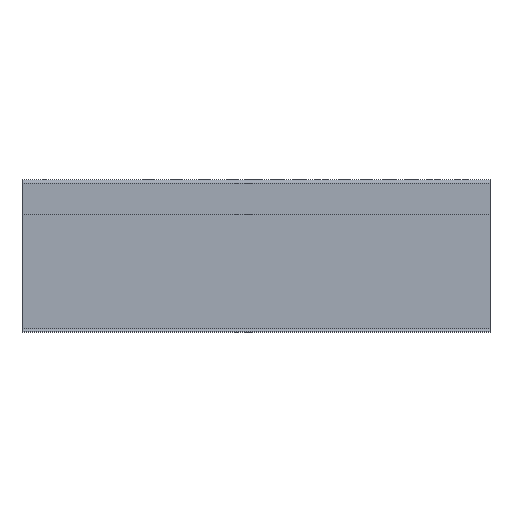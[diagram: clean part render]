
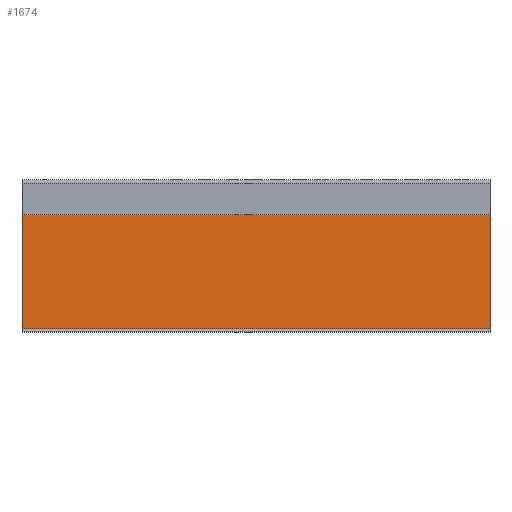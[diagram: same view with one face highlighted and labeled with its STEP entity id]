
A CAD part, top view. The second image highlights one B-rep face of the part: STEP entity #1674.
In plain terms, the highlighted planar face has unit normal (0, 0, 1).
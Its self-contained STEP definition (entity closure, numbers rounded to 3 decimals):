
#1007 = VERTEX_POINT('',#1008);
#1008 = CARTESIAN_POINT('',(0.,130.,1.));
#1584 = VERTEX_POINT('',#1585);
#1585 = CARTESIAN_POINT('',(418.,130.,1.));
#1592 = EDGE_CURVE('',#1007,#1584,#1593,.T.);
#1593 = LINE('',#1594,#1595);
#1594 = CARTESIAN_POINT('',(0.,130.,1.));
#1595 = VECTOR('',#1596,1.);
#1596 = DIRECTION('',(1.,0.,0.));
#1609 = VERTEX_POINT('',#1610);
#1610 = CARTESIAN_POINT('',(0.,0.,1.));
#1623 = EDGE_CURVE('',#1609,#1007,#1624,.T.);
#1624 = LINE('',#1625,#1626);
#1625 = CARTESIAN_POINT('',(0.,0.,1.));
#1626 = VECTOR('',#1627,1.);
#1627 = DIRECTION('',(0.,1.,0.));
#1674 = ADVANCED_FACE('',(#1675),#1693,.T.);
#1675 = FACE_BOUND('',#1676,.T.);
#1676 = EDGE_LOOP('',(#1677,#1678,#1686,#1692));
#1677 = ORIENTED_EDGE('',*,*,#1623,.F.);
#1678 = ORIENTED_EDGE('',*,*,#1679,.T.);
#1679 = EDGE_CURVE('',#1609,#1680,#1682,.T.);
#1680 = VERTEX_POINT('',#1681);
#1681 = CARTESIAN_POINT('',(418.,0.,1.));
#1682 = LINE('',#1683,#1684);
#1683 = CARTESIAN_POINT('',(0.,0.,1.));
#1684 = VECTOR('',#1685,1.);
#1685 = DIRECTION('',(1.,0.,0.));
#1686 = ORIENTED_EDGE('',*,*,#1687,.T.);
#1687 = EDGE_CURVE('',#1680,#1584,#1688,.T.);
#1688 = LINE('',#1689,#1690);
#1689 = CARTESIAN_POINT('',(418.,0.,1.));
#1690 = VECTOR('',#1691,1.);
#1691 = DIRECTION('',(0.,1.,0.));
#1692 = ORIENTED_EDGE('',*,*,#1592,.F.);
#1693 = PLANE('',#1694);
#1694 = AXIS2_PLACEMENT_3D('',#1695,#1696,#1697);
#1695 = CARTESIAN_POINT('',(0.,0.,1.));
#1696 = DIRECTION('',(0.,0.,1.));
#1697 = DIRECTION('',(1.,0.,0.));
